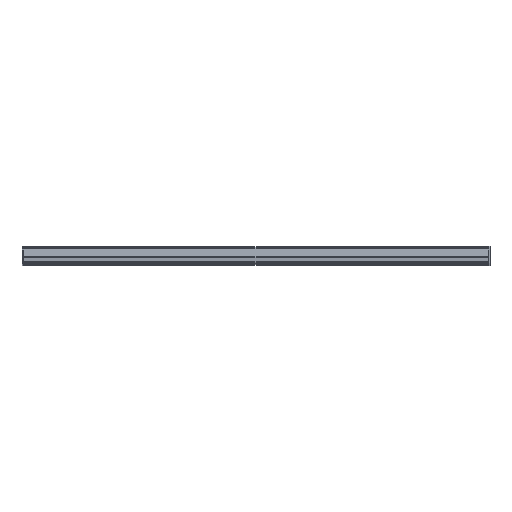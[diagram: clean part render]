
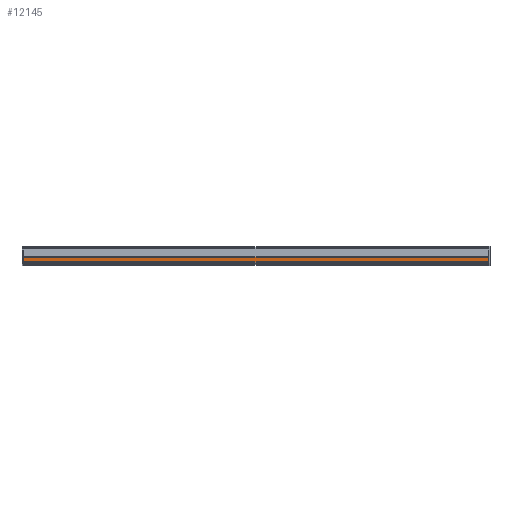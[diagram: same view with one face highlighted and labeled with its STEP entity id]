
A CAD part, top view. The second image highlights one B-rep face of the part: STEP entity #12145.
In plain terms, the highlighted face is planar.
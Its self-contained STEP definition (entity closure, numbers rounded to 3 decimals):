
#5382=DIRECTION('',(0.,-0.087,0.996));
#5383=VECTOR('',#5382,8.167);
#5384=CARTESIAN_POINT('',(-400.,-40.377,-12.349));
#5385=LINE('',#5384,#5383);
#6860=DIRECTION('',(1.,0.,0.));
#6861=VECTOR('',#6860,800.);
#6862=CARTESIAN_POINT('',(-400.,-40.377,-12.349));
#6863=LINE('',#6862,#6861);
#6886=DIRECTION('',(1.,0.,0.));
#6887=VECTOR('',#6886,800.);
#6888=CARTESIAN_POINT('',(-400.,-41.089,-4.212));
#6889=LINE('',#6888,#6887);
#6894=DIRECTION('',(0.,-0.087,0.996));
#6895=VECTOR('',#6894,8.167);
#6896=CARTESIAN_POINT('',(400.,-40.377,-12.349));
#6897=LINE('',#6896,#6895);
#9866=CARTESIAN_POINT('',(-400.,-41.089,-4.212));
#9867=CARTESIAN_POINT('',(400.,-41.089,-4.212));
#9868=VERTEX_POINT('',#9866);
#9869=VERTEX_POINT('',#9867);
#9902=CARTESIAN_POINT('',(-400.,-40.377,-12.349));
#9903=CARTESIAN_POINT('',(400.,-40.377,-12.349));
#9904=VERTEX_POINT('',#9902);
#9905=VERTEX_POINT('',#9903);
#12132=CARTESIAN_POINT('',(-400.,-40.217,-14.174));
#12133=DIRECTION('',(0.,0.996,0.087));
#12134=DIRECTION('',(0.,-0.087,0.996));
#12135=AXIS2_PLACEMENT_3D('',#12132,#12133,#12134);
#12136=PLANE('',#12135);
#12137=ORIENTED_EDGE('',*,*,#11240,.T.);
#12139=ORIENTED_EDGE('',*,*,#12138,.T.);
#12141=ORIENTED_EDGE('',*,*,#12140,.F.);
#12142=ORIENTED_EDGE('',*,*,#12123,.F.);
#12143=EDGE_LOOP('',(#12137,#12139,#12141,#12142));
#12144=FACE_OUTER_BOUND('',#12143,.F.);
#12145=ADVANCED_FACE('',(#12144),#12136,.F.);
#11240=EDGE_CURVE('',#9904,#9868,#5385,.T.);
#12123=EDGE_CURVE('',#9904,#9905,#6863,.T.);
#12138=EDGE_CURVE('',#9868,#9869,#6889,.T.);
#12140=EDGE_CURVE('',#9905,#9869,#6897,.T.);
